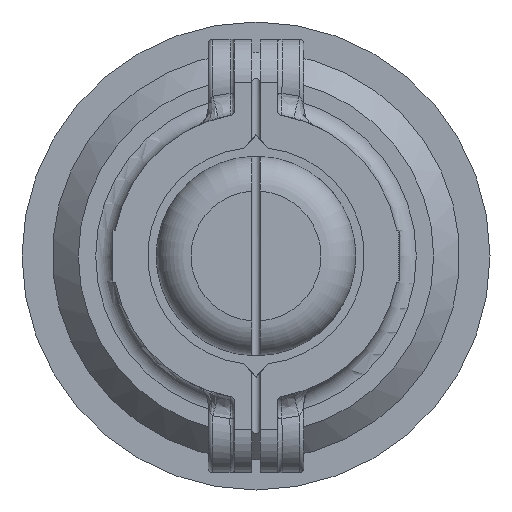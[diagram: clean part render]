
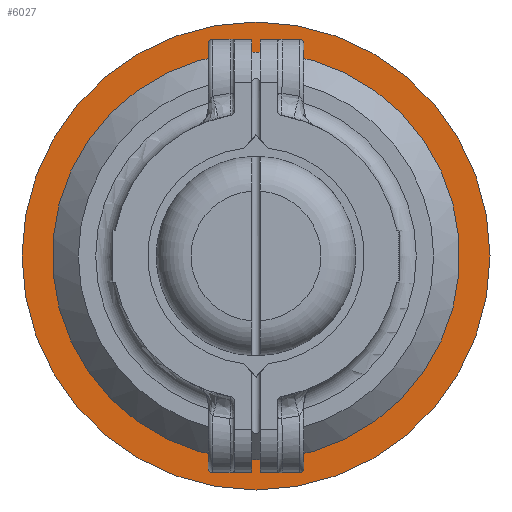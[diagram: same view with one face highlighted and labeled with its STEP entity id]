
A CAD part, front view. The second image highlights one B-rep face of the part: STEP entity #6027.
In plain terms, the highlighted planar face has unit normal (0, -1, 0).
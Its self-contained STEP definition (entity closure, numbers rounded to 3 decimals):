
#323=CARTESIAN_POINT('',(0.,-2.,0.));
#324=DIRECTION('',(0.,1.,0.));
#325=DIRECTION('',(0.,0.,1.));
#326=AXIS2_PLACEMENT_3D('',#323,#324,#325);
#328=CARTESIAN_POINT('',(0.,-2.,0.));
#329=DIRECTION('',(0.,1.,0.));
#330=DIRECTION('',(0.,0.,-1.));
#331=AXIS2_PLACEMENT_3D('',#328,#329,#330);
#333=DIRECTION('',(0.,0.,1.));
#334=VECTOR('',#333,1.5);
#335=CARTESIAN_POINT('',(-0.5,-2.,23.495));
#336=LINE('',#335,#334);
#337=DIRECTION('',(-1.,0.,0.));
#338=VECTOR('',#337,2.);
#339=CARTESIAN_POINT('',(-0.5,-2.,24.995));
#340=LINE('',#339,#338);
#341=DIRECTION('',(0.,0.,-1.));
#342=VECTOR('',#341,1.628);
#343=CARTESIAN_POINT('',(-2.5,-2.,24.995));
#344=LINE('',#343,#342);
#345=CARTESIAN_POINT('',(0.,-2.,0.));
#346=DIRECTION('',(0.,1.,0.));
#347=DIRECTION('',(-0.106,0.,-0.994));
#348=AXIS2_PLACEMENT_3D('',#345,#346,#347);
#350=DIRECTION('',(0.,0.,-1.));
#351=VECTOR('',#350,1.628);
#352=CARTESIAN_POINT('',(-2.5,-2.,-23.367));
#353=LINE('',#352,#351);
#354=DIRECTION('',(1.,0.,0.));
#355=VECTOR('',#354,2.);
#356=CARTESIAN_POINT('',(-2.5,-2.,-24.995));
#357=LINE('',#356,#355);
#358=DIRECTION('',(0.,0.,1.));
#359=VECTOR('',#358,1.5);
#360=CARTESIAN_POINT('',(-0.5,-2.,-24.995));
#361=LINE('',#360,#359);
#362=DIRECTION('',(0.,0.,-1.));
#363=VECTOR('',#362,1.5);
#364=CARTESIAN_POINT('',(0.5,-2.,-23.495));
#365=LINE('',#364,#363);
#366=DIRECTION('',(1.,0.,0.));
#367=VECTOR('',#366,2.);
#368=CARTESIAN_POINT('',(0.5,-2.,-24.995));
#369=LINE('',#368,#367);
#370=DIRECTION('',(0.,0.,1.));
#371=VECTOR('',#370,1.628);
#372=CARTESIAN_POINT('',(2.5,-2.,-24.995));
#373=LINE('',#372,#371);
#374=CARTESIAN_POINT('',(0.,-2.,0.));
#375=DIRECTION('',(0.,1.,0.));
#376=DIRECTION('',(0.106,0.,0.994));
#377=AXIS2_PLACEMENT_3D('',#374,#375,#376);
#379=DIRECTION('',(0.,0.,1.));
#380=VECTOR('',#379,1.628);
#381=CARTESIAN_POINT('',(2.5,-2.,23.367));
#382=LINE('',#381,#380);
#383=DIRECTION('',(-1.,0.,0.));
#384=VECTOR('',#383,2.);
#385=CARTESIAN_POINT('',(2.5,-2.,24.995));
#386=LINE('',#385,#384);
#387=DIRECTION('',(0.,0.,-1.));
#388=VECTOR('',#387,1.5);
#389=CARTESIAN_POINT('',(0.5,-2.,24.995));
#390=LINE('',#389,#388);
#2525=CARTESIAN_POINT('',(0.,-2.,0.));
#2526=DIRECTION('',(0.,1.,0.));
#2527=DIRECTION('',(-0.021,0.,1.));
#2528=AXIS2_PLACEMENT_3D('',#2525,#2526,#2527);
#2558=CARTESIAN_POINT('',(0.,-2.,0.));
#2559=DIRECTION('',(0.,1.,0.));
#2560=DIRECTION('',(0.021,0.,-1.));
#2561=AXIS2_PLACEMENT_3D('',#2558,#2559,#2560);
#4776=CARTESIAN_POINT('',(0.,-2.,27.));
#4777=CARTESIAN_POINT('',(0.,-2.,-27.));
#4778=VERTEX_POINT('',#4776);
#4779=VERTEX_POINT('',#4777);
#4812=CARTESIAN_POINT('',(-0.5,-2.,23.495));
#4813=CARTESIAN_POINT('',(-0.5,-2.,24.995));
#4814=VERTEX_POINT('',#4812);
#4815=VERTEX_POINT('',#4813);
#4816=CARTESIAN_POINT('',(-2.5,-2.,24.995));
#4817=VERTEX_POINT('',#4816);
#4818=CARTESIAN_POINT('',(-2.5,-2.,23.367));
#4819=VERTEX_POINT('',#4818);
#4820=CARTESIAN_POINT('',(2.5,-2.,23.367));
#4821=CARTESIAN_POINT('',(2.5,-2.,24.995));
#4822=VERTEX_POINT('',#4820);
#4823=VERTEX_POINT('',#4821);
#4824=CARTESIAN_POINT('',(0.5,-2.,24.995));
#4825=VERTEX_POINT('',#4824);
#4826=CARTESIAN_POINT('',(0.5,-2.,23.495));
#4827=VERTEX_POINT('',#4826);
#4828=CARTESIAN_POINT('',(-2.5,-2.,-23.367));
#4829=CARTESIAN_POINT('',(-2.5,-2.,-24.995));
#4830=VERTEX_POINT('',#4828);
#4831=VERTEX_POINT('',#4829);
#4832=CARTESIAN_POINT('',(-0.5,-2.,-24.995));
#4833=VERTEX_POINT('',#4832);
#4834=CARTESIAN_POINT('',(-0.5,-2.,-23.495));
#4835=VERTEX_POINT('',#4834);
#4836=CARTESIAN_POINT('',(0.5,-2.,-23.495));
#4837=CARTESIAN_POINT('',(0.5,-2.,-24.995));
#4838=VERTEX_POINT('',#4836);
#4839=VERTEX_POINT('',#4837);
#4840=CARTESIAN_POINT('',(2.5,-2.,-24.995));
#4841=VERTEX_POINT('',#4840);
#4842=CARTESIAN_POINT('',(2.5,-2.,-23.367));
#4843=VERTEX_POINT('',#4842);
#5984=CARTESIAN_POINT('',(0.,-2.,0.));
#5985=DIRECTION('',(0.,1.,0.));
#5986=DIRECTION('',(0.,0.,1.));
#5987=AXIS2_PLACEMENT_3D('',#5984,#5985,#5986);
#5988=PLANE('',#5987);
#5989=ORIENTED_EDGE('',*,*,#5964,.T.);
#5990=ORIENTED_EDGE('',*,*,#5978,.T.);
#5991=EDGE_LOOP('',(#5989,#5990));
#5992=FACE_OUTER_BOUND('',#5991,.F.);
#5994=ORIENTED_EDGE('',*,*,#5993,.T.);
#5996=ORIENTED_EDGE('',*,*,#5995,.T.);
#5998=ORIENTED_EDGE('',*,*,#5997,.T.);
#6000=ORIENTED_EDGE('',*,*,#5999,.F.);
#6002=ORIENTED_EDGE('',*,*,#6001,.T.);
#6004=ORIENTED_EDGE('',*,*,#6003,.T.);
#6006=ORIENTED_EDGE('',*,*,#6005,.T.);
#6008=ORIENTED_EDGE('',*,*,#6007,.F.);
#6010=ORIENTED_EDGE('',*,*,#6009,.T.);
#6012=ORIENTED_EDGE('',*,*,#6011,.T.);
#6014=ORIENTED_EDGE('',*,*,#6013,.T.);
#6016=ORIENTED_EDGE('',*,*,#6015,.F.);
#6018=ORIENTED_EDGE('',*,*,#6017,.T.);
#6020=ORIENTED_EDGE('',*,*,#6019,.T.);
#6022=ORIENTED_EDGE('',*,*,#6021,.T.);
#6024=ORIENTED_EDGE('',*,*,#6023,.F.);
#6025=EDGE_LOOP('',(#5994,#5996,#5998,#6000,#6002,#6004,#6006,#6008,#6010,#6012,
#6014,#6016,#6018,#6020,#6022,#6024));
#6026=FACE_BOUND('',#6025,.F.);
#6027=ADVANCED_FACE('',(#5992,#6026),#5988,.F.);
#327=CIRCLE('',#326,27.);
#332=CIRCLE('',#331,27.);
#349=CIRCLE('',#348,23.5);
#378=CIRCLE('',#377,23.5);
#2529=CIRCLE('',#2528,23.5);
#2562=CIRCLE('',#2561,23.5);
#5964=EDGE_CURVE('',#4778,#4779,#327,.T.);
#5978=EDGE_CURVE('',#4779,#4778,#332,.T.);
#5993=EDGE_CURVE('',#4814,#4815,#336,.T.);
#5995=EDGE_CURVE('',#4815,#4817,#340,.T.);
#5997=EDGE_CURVE('',#4817,#4819,#344,.T.);
#5999=EDGE_CURVE('',#4830,#4819,#349,.T.);
#6001=EDGE_CURVE('',#4830,#4831,#353,.T.);
#6003=EDGE_CURVE('',#4831,#4833,#357,.T.);
#6005=EDGE_CURVE('',#4833,#4835,#361,.T.);
#6007=EDGE_CURVE('',#4838,#4835,#2562,.T.);
#6009=EDGE_CURVE('',#4838,#4839,#365,.T.);
#6011=EDGE_CURVE('',#4839,#4841,#369,.T.);
#6013=EDGE_CURVE('',#4841,#4843,#373,.T.);
#6015=EDGE_CURVE('',#4822,#4843,#378,.T.);
#6017=EDGE_CURVE('',#4822,#4823,#382,.T.);
#6019=EDGE_CURVE('',#4823,#4825,#386,.T.);
#6021=EDGE_CURVE('',#4825,#4827,#390,.T.);
#6023=EDGE_CURVE('',#4814,#4827,#2529,.T.);
